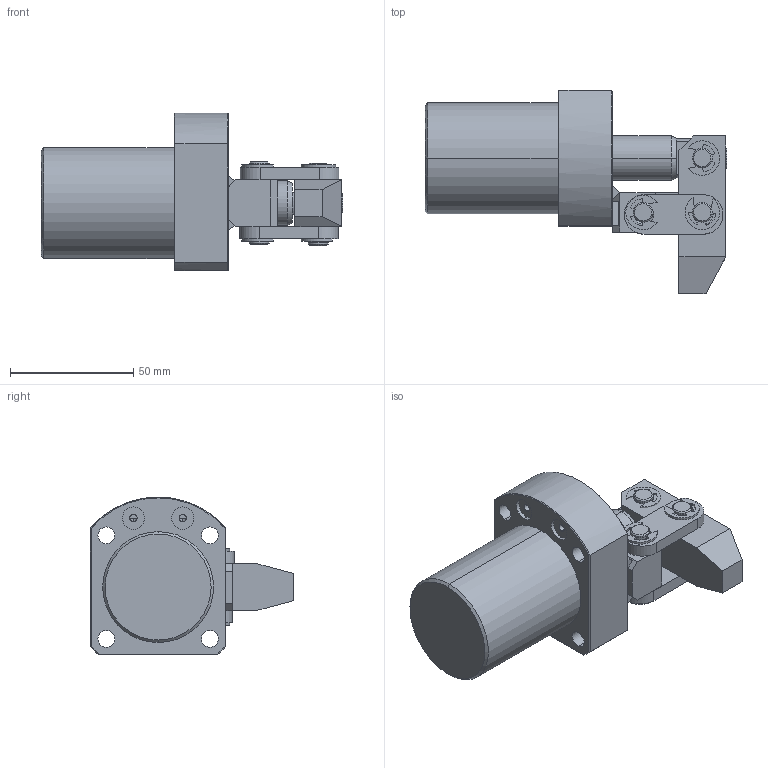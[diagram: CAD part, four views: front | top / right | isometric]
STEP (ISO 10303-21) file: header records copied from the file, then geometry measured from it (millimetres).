
FILE_DESCRIPTION (( 'STEP AP214' ), '1' );
FILE_NAME ('CHLC-FAM25R.STEP', '2019-04-14T02:47:12', ( '' ), ( '' ), 'SwSTEP 2.0', 'SolidWorks 2016', '' );
FILE_SCHEMA (( 'AUTOMOTIVE_DESIGN' ));
Length unit declared in the file: millimetre
Products named in the file (10): 揤旋; CHLC-25ZC; CHLC-25ZC-HAN; CHLC-25LG; CHLC-25KKDC; CHLC-25HSG; CHLC-25DX; CHLC-25CX; CHLC-FAM25BT; CHLC-FAM25R
Assembly tree (16 placements, depth 2):
  CHLC-FAM25R
    CHLC-FAM25BT
    CHLC-25CX  x2
    CHLC-25DX
    CHLC-25HSG
    CHLC-25KKDC  x6
    CHLC-25LG  x2
    CHLC-25ZC-HAN
    CHLC-25ZC
    揤旋
Bounding box: 122.5 x 82.5 x 64 mm (x, y, z)
Volume: 179985.6 mm3; surface area: 48224.9 mm2
Topology: 18 solids, 18 shells, 367 faces, 873 edges, 565 vertices
Faces by surface type: cylinder 170, plane 158, cone 33, torus 6
Entity records: 11795 total; most frequent: CARTESIAN_POINT 4382, DIRECTION 1176, ORIENTED_EDGE 1142, EDGE_CURVE 571, AXIS2_PLACEMENT_3D 455, VERTEX_POINT 365, EDGE_LOOP 290, VECTOR 266
